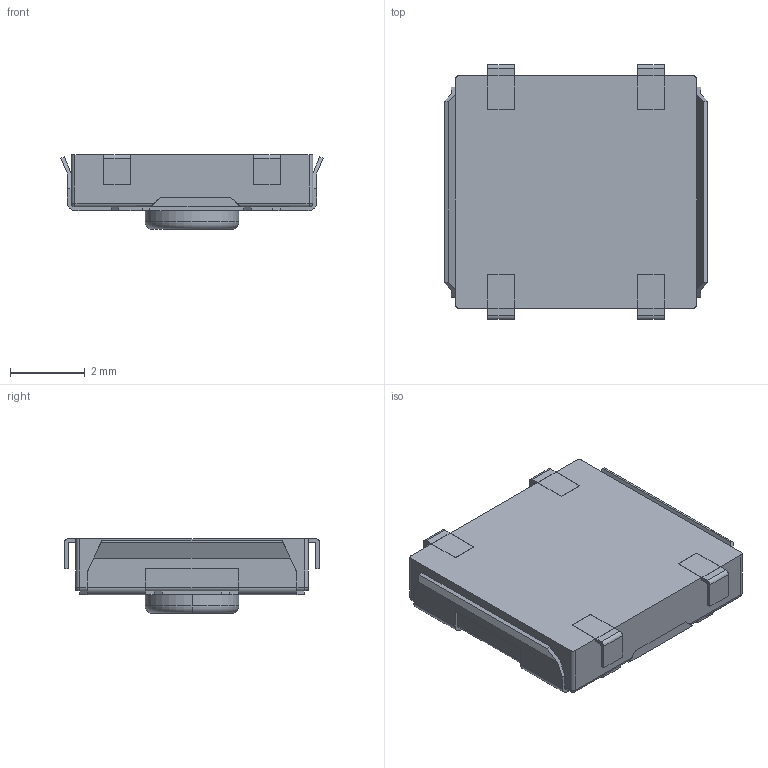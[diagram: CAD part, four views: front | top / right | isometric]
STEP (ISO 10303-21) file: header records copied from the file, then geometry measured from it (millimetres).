
FILE_DESCRIPTION (( 'STEP AP214' ), '1' );
FILE_NAME ('Omron-B3SE-1002P_.STEP', '2022-07-13T05:03:27', ( '' ), ( '' ), 'SwSTEP 2.0', 'SolidWorks 2022', '' );
FILE_SCHEMA (( 'AUTOMOTIVE_DESIGN' ));
Length unit declared in the file: millimetre
Products named in the file (1): Omron-B3SE-1002P_
Bounding box: 7 x 6.8 x 2 mm (x, y, z)
Volume: 63 mm3; surface area: 202 mm2
Topology: 11 solids, 11 shells, 187 faces, 478 edges, 306 vertices
Faces by surface type: plane 151, cylinder 30, sphere 4, torus 2
Entity records: 7490 total; most frequent: CARTESIAN_POINT 980, ORIENTED_EDGE 948, DIRECTION 910, EDGE_CURVE 474, VECTOR 406, LINE 406, VERTEX_POINT 306, AXIS2_PLACEMENT_3D 252
